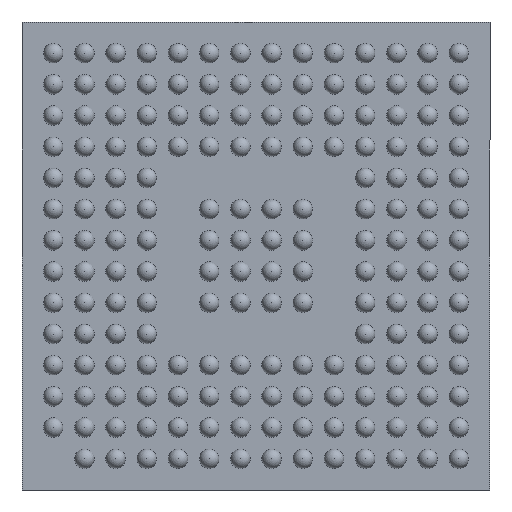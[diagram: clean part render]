
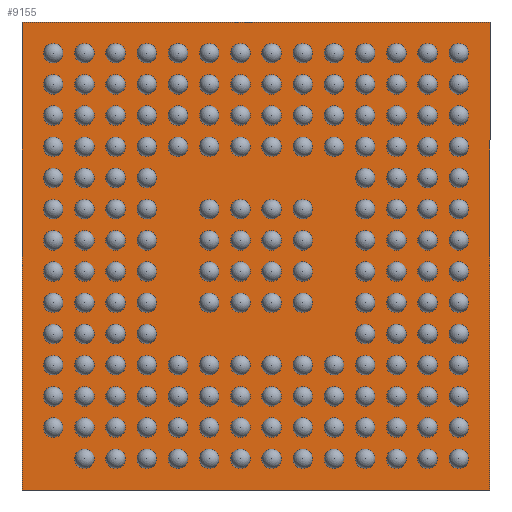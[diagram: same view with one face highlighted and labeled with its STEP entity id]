
A CAD part, front view. The second image highlights one B-rep face of the part: STEP entity #9155.
In plain terms, the highlighted planar face has unit normal (0, -1, 0).
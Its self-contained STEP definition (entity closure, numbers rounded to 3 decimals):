
#167 = VERTEX_POINT ( 'NONE', #1423 ) ;
#273 = PLANE ( 'NONE',  #12473 ) ;
#520 = CARTESIAN_POINT ( 'NONE',  ( -6., 0.45, 6. ) ) ;
#1275 = EDGE_LOOP ( 'NONE', ( #1936, #12387, #3244, #14589 ) ) ;
#1423 = CARTESIAN_POINT ( 'NONE',  ( -6., 0.45, 6. ) ) ;
#1459 = CARTESIAN_POINT ( 'NONE',  ( 0., 0.45, 0. ) ) ;
#1727 = DIRECTION ( 'NONE',  ( -1., 0., 0. ) ) ;
#1936 = ORIENTED_EDGE ( 'NONE', *, *, #14694, .F. ) ;
#2384 = EDGE_CURVE ( 'NONE', #4269, #9733, #8881, .T. ) ;
#2538 = DIRECTION ( 'NONE',  ( 0., 0., 1. ) ) ;
#3200 = VECTOR ( 'NONE', #2538, 1000. ) ;
#3244 = ORIENTED_EDGE ( 'NONE', *, *, #12272, .F. ) ;
#3821 = CARTESIAN_POINT ( 'NONE',  ( 6., 0.45, 6. ) ) ;
#4174 = VECTOR ( 'NONE', #8543, 1000. ) ;
#4269 = VERTEX_POINT ( 'NONE', #4288 ) ;
#4288 = CARTESIAN_POINT ( 'NONE',  ( 6., 0.45, 6. ) ) ;
#4527 = LINE ( 'NONE', #14452, #5995 ) ;
#5995 = VECTOR ( 'NONE', #1727, 1000. ) ;
#6175 = VERTEX_POINT ( 'NONE', #12357 ) ;
#7878 = LINE ( 'NONE', #520, #14761 ) ;
#8543 = DIRECTION ( 'NONE',  ( 0., 0., -1. ) ) ;
#8881 = LINE ( 'NONE', #3821, #4174 ) ;
#9155 = ADVANCED_FACE ( 'NONE', ( #12034 ), #273, .T. ) ;
#9491 = CARTESIAN_POINT ( 'NONE',  ( -6., 0.45, 6. ) ) ;
#9565 = DIRECTION ( 'NONE',  ( 0., -1., 0. ) ) ;
#9733 = VERTEX_POINT ( 'NONE', #13148 ) ;
#11006 = DIRECTION ( 'NONE',  ( 1., 0., 0. ) ) ;
#11010 = LINE ( 'NONE', #9491, #3200 ) ;
#11886 = DIRECTION ( 'NONE',  ( 0., 0., -1. ) ) ;
#12034 = FACE_OUTER_BOUND ( 'NONE', #1275, .T. ) ;
#12163 = EDGE_CURVE ( 'NONE', #6175, #167, #11010, .T. ) ;
#12272 = EDGE_CURVE ( 'NONE', #9733, #6175, #4527, .T. ) ;
#12357 = CARTESIAN_POINT ( 'NONE',  ( -6., 0.45, -6. ) ) ;
#12387 = ORIENTED_EDGE ( 'NONE', *, *, #12163, .F. ) ;
#12473 = AXIS2_PLACEMENT_3D ( 'NONE', #1459, #9565, #11886 ) ;
#13148 = CARTESIAN_POINT ( 'NONE',  ( 6., 0.45, -6. ) ) ;
#14452 = CARTESIAN_POINT ( 'NONE',  ( -6., 0.45, -6. ) ) ;
#14589 = ORIENTED_EDGE ( 'NONE', *, *, #2384, .F. ) ;
#14694 = EDGE_CURVE ( 'NONE', #167, #4269, #7878, .T. ) ;
#14761 = VECTOR ( 'NONE', #11006, 1000. ) ;
